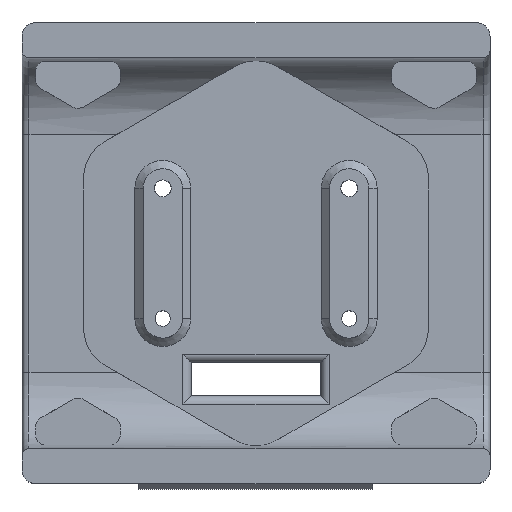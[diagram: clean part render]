
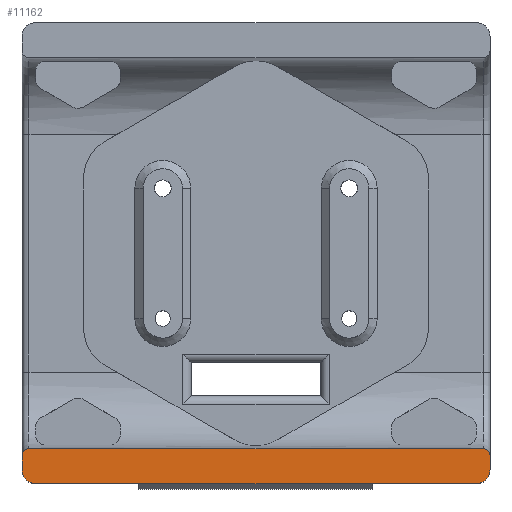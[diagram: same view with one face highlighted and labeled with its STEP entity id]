
A CAD part, top view. The second image highlights one B-rep face of the part: STEP entity #11162.
In plain terms, the highlighted planar face has unit normal (0, 0, 1).
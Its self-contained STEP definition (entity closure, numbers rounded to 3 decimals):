
#4379 = PLANE('',#4380);
#4380 = AXIS2_PLACEMENT_3D('',#4381,#4382,#4383);
#4381 = CARTESIAN_POINT('',(33.5,-28.,-2.));
#4382 = DIRECTION('',(0.,1.,0.));
#4383 = DIRECTION('',(0.,0.,1.));
#5951 = PLANE('',#5952);
#5952 = AXIS2_PLACEMENT_3D('',#5953,#5954,#5955);
#5953 = CARTESIAN_POINT('',(-33.5,-33.,0.));
#5954 = DIRECTION('',(1.,0.,0.));
#5955 = DIRECTION('',(0.,1.,0.));
#5980 = CYLINDRICAL_SURFACE('',#5981,2.);
#5981 = AXIS2_PLACEMENT_3D('',#5982,#5983,#5984);
#5982 = CARTESIAN_POINT('',(-31.5,-31.,0.));
#5983 = DIRECTION('',(-0.,-0.,-1.));
#5984 = DIRECTION('',(-1.,0.,0.));
#6008 = PLANE('',#6009);
#6009 = AXIS2_PLACEMENT_3D('',#6010,#6011,#6012);
#6010 = CARTESIAN_POINT('',(33.5,-33.,0.));
#6011 = DIRECTION('',(0.,1.,0.));
#6012 = DIRECTION('',(-1.,0.,0.));
#6037 = CYLINDRICAL_SURFACE('',#6038,2.);
#6038 = AXIS2_PLACEMENT_3D('',#6039,#6040,#6041);
#6039 = CARTESIAN_POINT('',(31.5,-31.,0.));
#6040 = DIRECTION('',(-0.,-0.,-1.));
#6041 = DIRECTION('',(0.,-1.,0.));
#6065 = PLANE('',#6066);
#6066 = AXIS2_PLACEMENT_3D('',#6067,#6068,#6069);
#6067 = CARTESIAN_POINT('',(33.5,33.,0.));
#6068 = DIRECTION('',(-1.,0.,0.));
#6069 = DIRECTION('',(0.,-1.,0.));
#7708 = CYLINDRICAL_SURFACE('',#7709,1.);
#7709 = AXIS2_PLACEMENT_3D('',#7710,#7711,#7712);
#7710 = CARTESIAN_POINT('',(32.5,-29.,-2.));
#7711 = DIRECTION('',(0.,0.,1.));
#7712 = DIRECTION('',(1.,0.,0.));
#7724 = EDGE_CURVE('',#7725,#7727,#7729,.T.);
#7725 = VERTEX_POINT('',#7726);
#7726 = CARTESIAN_POINT('',(32.5,-28.,0.));
#7727 = VERTEX_POINT('',#7728);
#7728 = CARTESIAN_POINT('',(-32.5,-28.,0.));
#7729 = SURFACE_CURVE('',#7730,(#7734,#7741),.PCURVE_S1.);
#7730 = LINE('',#7731,#7732);
#7731 = CARTESIAN_POINT('',(16.75,-28.,0.));
#7732 = VECTOR('',#7733,1.);
#7733 = DIRECTION('',(-1.,0.,0.));
#7734 = PCURVE('',#4379,#7735);
#7735 = DEFINITIONAL_REPRESENTATION('',(#7736),#7740);
#7736 = LINE('',#7737,#7738);
#7737 = CARTESIAN_POINT('',(2.,-16.75));
#7738 = VECTOR('',#7739,1.);
#7739 = DIRECTION('',(0.,-1.));
#7740 = ( GEOMETRIC_REPRESENTATION_CONTEXT(2) 
PARAMETRIC_REPRESENTATION_CONTEXT() REPRESENTATION_CONTEXT('2D SPACE',''
  ) );
#7741 = PCURVE('',#7742,#7747);
#7742 = PLANE('',#7743);
#7743 = AXIS2_PLACEMENT_3D('',#7744,#7745,#7746);
#7744 = CARTESIAN_POINT('',(0.,0.,0.));
#7745 = DIRECTION('',(0.,0.,1.));
#7746 = DIRECTION('',(1.,0.,0.));
#7747 = DEFINITIONAL_REPRESENTATION('',(#7748),#7752);
#7748 = LINE('',#7749,#7750);
#7749 = CARTESIAN_POINT('',(16.75,-28.));
#7750 = VECTOR('',#7751,1.);
#7751 = DIRECTION('',(-1.,0.));
#7752 = ( GEOMETRIC_REPRESENTATION_CONTEXT(2) 
PARAMETRIC_REPRESENTATION_CONTEXT() REPRESENTATION_CONTEXT('2D SPACE',''
  ) );
#7790 = CYLINDRICAL_SURFACE('',#7791,1.);
#7791 = AXIS2_PLACEMENT_3D('',#7792,#7793,#7794);
#7792 = CARTESIAN_POINT('',(-32.5,-29.,-2.));
#7793 = DIRECTION('',(0.,0.,1.));
#7794 = DIRECTION('',(-1.,0.,0.));
#9409 = EDGE_CURVE('',#9410,#9412,#9414,.T.);
#9410 = VERTEX_POINT('',#9411);
#9411 = CARTESIAN_POINT('',(-33.5,-31.,0.));
#9412 = VERTEX_POINT('',#9413);
#9413 = CARTESIAN_POINT('',(-33.5,-29.,0.));
#9414 = SURFACE_CURVE('',#9415,(#9419,#9426),.PCURVE_S1.);
#9415 = LINE('',#9416,#9417);
#9416 = CARTESIAN_POINT('',(-33.5,-33.,0.));
#9417 = VECTOR('',#9418,1.);
#9418 = DIRECTION('',(0.,1.,0.));
#9419 = PCURVE('',#5951,#9420);
#9420 = DEFINITIONAL_REPRESENTATION('',(#9421),#9425);
#9421 = LINE('',#9422,#9423);
#9422 = CARTESIAN_POINT('',(0.,0.));
#9423 = VECTOR('',#9424,1.);
#9424 = DIRECTION('',(1.,0.));
#9425 = ( GEOMETRIC_REPRESENTATION_CONTEXT(2) 
PARAMETRIC_REPRESENTATION_CONTEXT() REPRESENTATION_CONTEXT('2D SPACE',''
  ) );
#9426 = PCURVE('',#7742,#9427);
#9427 = DEFINITIONAL_REPRESENTATION('',(#9428),#9432);
#9428 = LINE('',#9429,#9430);
#9429 = CARTESIAN_POINT('',(-33.5,-33.));
#9430 = VECTOR('',#9431,1.);
#9431 = DIRECTION('',(0.,1.));
#9432 = ( GEOMETRIC_REPRESENTATION_CONTEXT(2) 
PARAMETRIC_REPRESENTATION_CONTEXT() REPRESENTATION_CONTEXT('2D SPACE',''
  ) );
#9629 = EDGE_CURVE('',#9410,#9630,#9632,.T.);
#9630 = VERTEX_POINT('',#9631);
#9631 = CARTESIAN_POINT('',(-31.5,-33.,0.));
#9632 = SURFACE_CURVE('',#9633,(#9638,#9645),.PCURVE_S1.);
#9633 = CIRCLE('',#9634,2.);
#9634 = AXIS2_PLACEMENT_3D('',#9635,#9636,#9637);
#9635 = CARTESIAN_POINT('',(-31.5,-31.,0.));
#9636 = DIRECTION('',(0.,-0.,1.));
#9637 = DIRECTION('',(0.,1.,0.));
#9638 = PCURVE('',#5980,#9639);
#9639 = DEFINITIONAL_REPRESENTATION('',(#9640),#9644);
#9640 = LINE('',#9641,#9642);
#9641 = CARTESIAN_POINT('',(1.571,-0.));
#9642 = VECTOR('',#9643,1.);
#9643 = DIRECTION('',(-1.,0.));
#9644 = ( GEOMETRIC_REPRESENTATION_CONTEXT(2) 
PARAMETRIC_REPRESENTATION_CONTEXT() REPRESENTATION_CONTEXT('2D SPACE',''
  ) );
#9645 = PCURVE('',#7742,#9646);
#9646 = DEFINITIONAL_REPRESENTATION('',(#9647),#9651);
#9647 = CIRCLE('',#9648,2.);
#9648 = AXIS2_PLACEMENT_2D('',#9649,#9650);
#9649 = CARTESIAN_POINT('',(-31.5,-31.));
#9650 = DIRECTION('',(0.,1.));
#9651 = ( GEOMETRIC_REPRESENTATION_CONTEXT(2) 
PARAMETRIC_REPRESENTATION_CONTEXT() REPRESENTATION_CONTEXT('2D SPACE',''
  ) );
#9732 = EDGE_CURVE('',#9733,#9630,#9735,.T.);
#9733 = VERTEX_POINT('',#9734);
#9734 = CARTESIAN_POINT('',(31.5,-33.,0.));
#9735 = SURFACE_CURVE('',#9736,(#9740,#9747),.PCURVE_S1.);
#9736 = LINE('',#9737,#9738);
#9737 = CARTESIAN_POINT('',(33.5,-33.,0.));
#9738 = VECTOR('',#9739,1.);
#9739 = DIRECTION('',(-1.,0.,0.));
#9740 = PCURVE('',#6008,#9741);
#9741 = DEFINITIONAL_REPRESENTATION('',(#9742),#9746);
#9742 = LINE('',#9743,#9744);
#9743 = CARTESIAN_POINT('',(0.,0.));
#9744 = VECTOR('',#9745,1.);
#9745 = DIRECTION('',(1.,0.));
#9746 = ( GEOMETRIC_REPRESENTATION_CONTEXT(2) 
PARAMETRIC_REPRESENTATION_CONTEXT() REPRESENTATION_CONTEXT('2D SPACE',''
  ) );
#9747 = PCURVE('',#7742,#9748);
#9748 = DEFINITIONAL_REPRESENTATION('',(#9749),#9753);
#9749 = LINE('',#9750,#9751);
#9750 = CARTESIAN_POINT('',(33.5,-33.));
#9751 = VECTOR('',#9752,1.);
#9752 = DIRECTION('',(-1.,0.));
#9753 = ( GEOMETRIC_REPRESENTATION_CONTEXT(2) 
PARAMETRIC_REPRESENTATION_CONTEXT() REPRESENTATION_CONTEXT('2D SPACE',''
  ) );
#10010 = EDGE_CURVE('',#9733,#10011,#10013,.T.);
#10011 = VERTEX_POINT('',#10012);
#10012 = CARTESIAN_POINT('',(33.5,-31.,0.));
#10013 = SURFACE_CURVE('',#10014,(#10019,#10026),.PCURVE_S1.);
#10014 = CIRCLE('',#10015,2.);
#10015 = AXIS2_PLACEMENT_3D('',#10016,#10017,#10018);
#10016 = CARTESIAN_POINT('',(31.5,-31.,0.));
#10017 = DIRECTION('',(0.,-0.,1.));
#10018 = DIRECTION('',(0.,1.,0.));
#10019 = PCURVE('',#6037,#10020);
#10020 = DEFINITIONAL_REPRESENTATION('',(#10021),#10025);
#10021 = LINE('',#10022,#10023);
#10022 = CARTESIAN_POINT('',(3.142,-0.));
#10023 = VECTOR('',#10024,1.);
#10024 = DIRECTION('',(-1.,0.));
#10025 = ( GEOMETRIC_REPRESENTATION_CONTEXT(2) 
PARAMETRIC_REPRESENTATION_CONTEXT() REPRESENTATION_CONTEXT('2D SPACE',''
  ) );
#10026 = PCURVE('',#7742,#10027);
#10027 = DEFINITIONAL_REPRESENTATION('',(#10028),#10032);
#10028 = CIRCLE('',#10029,2.);
#10029 = AXIS2_PLACEMENT_2D('',#10030,#10031);
#10030 = CARTESIAN_POINT('',(31.5,-31.));
#10031 = DIRECTION('',(0.,1.));
#10032 = ( GEOMETRIC_REPRESENTATION_CONTEXT(2) 
PARAMETRIC_REPRESENTATION_CONTEXT() REPRESENTATION_CONTEXT('2D SPACE',''
  ) );
#10213 = EDGE_CURVE('',#10214,#10011,#10216,.T.);
#10214 = VERTEX_POINT('',#10215);
#10215 = CARTESIAN_POINT('',(33.5,-29.,0.));
#10216 = SURFACE_CURVE('',#10217,(#10221,#10228),.PCURVE_S1.);
#10217 = LINE('',#10218,#10219);
#10218 = CARTESIAN_POINT('',(33.5,33.,0.));
#10219 = VECTOR('',#10220,1.);
#10220 = DIRECTION('',(0.,-1.,0.));
#10221 = PCURVE('',#6065,#10222);
#10222 = DEFINITIONAL_REPRESENTATION('',(#10223),#10227);
#10223 = LINE('',#10224,#10225);
#10224 = CARTESIAN_POINT('',(0.,0.));
#10225 = VECTOR('',#10226,1.);
#10226 = DIRECTION('',(1.,0.));
#10227 = ( GEOMETRIC_REPRESENTATION_CONTEXT(2) 
PARAMETRIC_REPRESENTATION_CONTEXT() REPRESENTATION_CONTEXT('2D SPACE',''
  ) );
#10228 = PCURVE('',#7742,#10229);
#10229 = DEFINITIONAL_REPRESENTATION('',(#10230),#10234);
#10230 = LINE('',#10231,#10232);
#10231 = CARTESIAN_POINT('',(33.5,33.));
#10232 = VECTOR('',#10233,1.);
#10233 = DIRECTION('',(0.,-1.));
#10234 = ( GEOMETRIC_REPRESENTATION_CONTEXT(2) 
PARAMETRIC_REPRESENTATION_CONTEXT() REPRESENTATION_CONTEXT('2D SPACE',''
  ) );
#11140 = EDGE_CURVE('',#10214,#7725,#11141,.T.);
#11141 = SURFACE_CURVE('',#11142,(#11147,#11154),.PCURVE_S1.);
#11142 = CIRCLE('',#11143,1.);
#11143 = AXIS2_PLACEMENT_3D('',#11144,#11145,#11146);
#11144 = CARTESIAN_POINT('',(32.5,-29.,0.));
#11145 = DIRECTION('',(0.,0.,1.));
#11146 = DIRECTION('',(0.,-1.,0.));
#11147 = PCURVE('',#7708,#11148);
#11148 = DEFINITIONAL_REPRESENTATION('',(#11149),#11153);
#11149 = LINE('',#11150,#11151);
#11150 = CARTESIAN_POINT('',(-1.571,2.));
#11151 = VECTOR('',#11152,1.);
#11152 = DIRECTION('',(1.,0.));
#11153 = ( GEOMETRIC_REPRESENTATION_CONTEXT(2) 
PARAMETRIC_REPRESENTATION_CONTEXT() REPRESENTATION_CONTEXT('2D SPACE',''
  ) );
#11154 = PCURVE('',#7742,#11155);
#11155 = DEFINITIONAL_REPRESENTATION('',(#11156),#11160);
#11156 = CIRCLE('',#11157,1.);
#11157 = AXIS2_PLACEMENT_2D('',#11158,#11159);
#11158 = CARTESIAN_POINT('',(32.5,-29.));
#11159 = DIRECTION('',(0.,-1.));
#11160 = ( GEOMETRIC_REPRESENTATION_CONTEXT(2) 
PARAMETRIC_REPRESENTATION_CONTEXT() REPRESENTATION_CONTEXT('2D SPACE',''
  ) );
#11162 = ADVANCED_FACE('',(#11163),#7742,.T.);
#11163 = FACE_BOUND('',#11164,.T.);
#11164 = EDGE_LOOP('',(#11165,#11166,#11167,#11168,#11169,#11170,#11171,
    #11172));
#11165 = ORIENTED_EDGE('',*,*,#9409,.F.);
#11166 = ORIENTED_EDGE('',*,*,#9629,.T.);
#11167 = ORIENTED_EDGE('',*,*,#9732,.F.);
#11168 = ORIENTED_EDGE('',*,*,#10010,.T.);
#11169 = ORIENTED_EDGE('',*,*,#10213,.F.);
#11170 = ORIENTED_EDGE('',*,*,#11140,.T.);
#11171 = ORIENTED_EDGE('',*,*,#7724,.T.);
#11172 = ORIENTED_EDGE('',*,*,#11173,.F.);
#11173 = EDGE_CURVE('',#9412,#7727,#11174,.T.);
#11174 = SURFACE_CURVE('',#11175,(#11180,#11191),.PCURVE_S1.);
#11175 = CIRCLE('',#11176,1.);
#11176 = AXIS2_PLACEMENT_3D('',#11177,#11178,#11179);
#11177 = CARTESIAN_POINT('',(-32.5,-29.,0.));
#11178 = DIRECTION('',(0.,0.,-1.));
#11179 = DIRECTION('',(0.,-1.,0.));
#11180 = PCURVE('',#7742,#11181);
#11181 = DEFINITIONAL_REPRESENTATION('',(#11182),#11190);
#11182 = ( BOUNDED_CURVE() B_SPLINE_CURVE(2,(#11183,#11184,#11185,#11186
    ,#11187,#11188,#11189),.UNSPECIFIED.,.T.,.F.) 
B_SPLINE_CURVE_WITH_KNOTS((1,2,2,2,2,1),(-2.094,0.,
    2.094,4.189,6.283,8.378),
.UNSPECIFIED.) CURVE() GEOMETRIC_REPRESENTATION_ITEM() 
RATIONAL_B_SPLINE_CURVE((1.,0.5,1.,0.5,1.,0.5,1.)) REPRESENTATION_ITEM(
  '') );
#11183 = CARTESIAN_POINT('',(-32.5,-30.));
#11184 = CARTESIAN_POINT('',(-34.232,-30.));
#11185 = CARTESIAN_POINT('',(-33.366,-28.5));
#11186 = CARTESIAN_POINT('',(-32.5,-27.));
#11187 = CARTESIAN_POINT('',(-31.634,-28.5));
#11188 = CARTESIAN_POINT('',(-30.768,-30.));
#11189 = CARTESIAN_POINT('',(-32.5,-30.));
#11190 = ( GEOMETRIC_REPRESENTATION_CONTEXT(2) 
PARAMETRIC_REPRESENTATION_CONTEXT() REPRESENTATION_CONTEXT('2D SPACE',''
  ) );
#11191 = PCURVE('',#7790,#11192);
#11192 = DEFINITIONAL_REPRESENTATION('',(#11193),#11197);
#11193 = LINE('',#11194,#11195);
#11194 = CARTESIAN_POINT('',(1.571,2.));
#11195 = VECTOR('',#11196,1.);
#11196 = DIRECTION('',(-1.,0.));
#11197 = ( GEOMETRIC_REPRESENTATION_CONTEXT(2) 
PARAMETRIC_REPRESENTATION_CONTEXT() REPRESENTATION_CONTEXT('2D SPACE',''
  ) );
